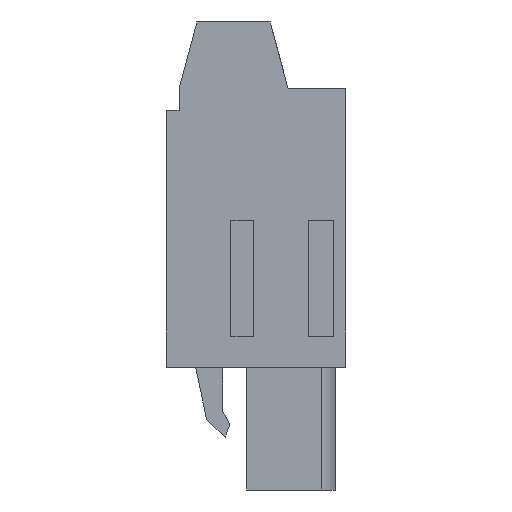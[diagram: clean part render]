
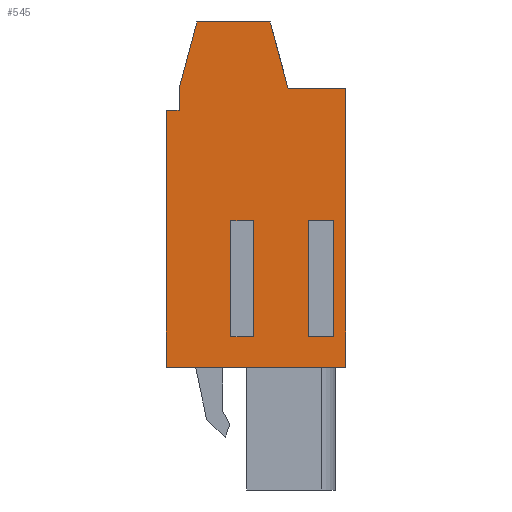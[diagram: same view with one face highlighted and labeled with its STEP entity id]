
A CAD part, left-side view. The second image highlights one B-rep face of the part: STEP entity #545.
In plain terms, the highlighted planar face has unit normal (-1, 0, 0).
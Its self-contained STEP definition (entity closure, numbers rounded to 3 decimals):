
#417=AXIS2_PLACEMENT_3D('Plane Axis2P3D',#414,#415,#416) ;
#49=CARTESIAN_POINT('Vertex',(1.,12.2,25.8)) ;
#52=CARTESIAN_POINT('Line Origine',(1.,11.763,25.8)) ;
#56=CARTESIAN_POINT('Vertex',(1.,11.325,25.8)) ;
#356=CARTESIAN_POINT('Line Origine',(1.,11.325,26.55)) ;
#360=CARTESIAN_POINT('Vertex',(1.,11.325,27.3)) ;
#414=CARTESIAN_POINT('Axis2P3D Location',(1.,-0.45,0.)) ;
#419=CARTESIAN_POINT('Line Origine',(1.,6.1,8.35)) ;
#423=CARTESIAN_POINT('Vertex',(1.,12.2,8.35)) ;
#425=CARTESIAN_POINT('Vertex',(1.,0.,8.35)) ;
#428=CARTESIAN_POINT('Line Origine',(1.,0.,17.825)) ;
#432=CARTESIAN_POINT('Vertex',(1.,0.,27.3)) ;
#435=CARTESIAN_POINT('Line Origine',(1.,1.963,27.3)) ;
#439=CARTESIAN_POINT('Vertex',(1.,3.925,27.3)) ;
#442=CARTESIAN_POINT('Line Origine',(1.,4.528,29.55)) ;
#446=CARTESIAN_POINT('Vertex',(1.,5.131,31.8)) ;
#449=CARTESIAN_POINT('Line Origine',(1.,7.625,31.8)) ;
#453=CARTESIAN_POINT('Vertex',(1.,10.119,31.8)) ;
#456=CARTESIAN_POINT('Line Origine',(1.,10.722,29.55)) ;
#461=CARTESIAN_POINT('Line Origine',(1.,12.2,17.075)) ;
#477=CARTESIAN_POINT('Line Origine',(1.,7.05,10.95)) ;
#481=CARTESIAN_POINT('Vertex',(1.,7.8,10.95)) ;
#483=CARTESIAN_POINT('Vertex',(1.,6.3,10.95)) ;
#486=CARTESIAN_POINT('Line Origine',(1.,7.8,14.35)) ;
#490=CARTESIAN_POINT('Vertex',(1.,7.8,17.75)) ;
#493=CARTESIAN_POINT('Line Origine',(1.,7.05,17.75)) ;
#497=CARTESIAN_POINT('Vertex',(1.,6.3,17.75)) ;
#500=CARTESIAN_POINT('Line Origine',(1.,6.3,14.35)) ;
#511=CARTESIAN_POINT('Line Origine',(1.,1.65,10.95)) ;
#515=CARTESIAN_POINT('Vertex',(1.,2.5,10.95)) ;
#517=CARTESIAN_POINT('Vertex',(1.,0.8,10.95)) ;
#520=CARTESIAN_POINT('Line Origine',(1.,2.5,14.35)) ;
#524=CARTESIAN_POINT('Vertex',(1.,2.5,17.75)) ;
#527=CARTESIAN_POINT('Line Origine',(1.,1.65,17.75)) ;
#531=CARTESIAN_POINT('Vertex',(1.,0.8,17.75)) ;
#534=CARTESIAN_POINT('Line Origine',(1.,0.8,14.35)) ;
#53=DIRECTION('Vector Direction',(0.,1.,0.)) ;
#357=DIRECTION('Vector Direction',(0.,0.,-1.)) ;
#415=DIRECTION('Axis2P3D Direction',(-1.,0.,0.)) ;
#416=DIRECTION('Axis2P3D XDirection',(0.,0.,1.)) ;
#420=DIRECTION('Vector Direction',(0.,-1.,0.)) ;
#429=DIRECTION('Vector Direction',(0.,0.,1.)) ;
#436=DIRECTION('Vector Direction',(0.,1.,0.)) ;
#443=DIRECTION('Vector Direction',(0.,0.259,0.966)) ;
#450=DIRECTION('Vector Direction',(0.,1.,0.)) ;
#457=DIRECTION('Vector Direction',(0.,0.259,-0.966)) ;
#462=DIRECTION('Vector Direction',(0.,0.,-1.)) ;
#478=DIRECTION('Vector Direction',(0.,-1.,0.)) ;
#487=DIRECTION('Vector Direction',(0.,0.,-1.)) ;
#494=DIRECTION('Vector Direction',(0.,-1.,0.)) ;
#501=DIRECTION('Vector Direction',(0.,0.,-1.)) ;
#512=DIRECTION('Vector Direction',(0.,-1.,0.)) ;
#521=DIRECTION('Vector Direction',(0.,0.,1.)) ;
#528=DIRECTION('Vector Direction',(0.,-1.,0.)) ;
#535=DIRECTION('Vector Direction',(0.,0.,-1.)) ;
#54=VECTOR('Line Direction',#53,1.) ;
#358=VECTOR('Line Direction',#357,1.) ;
#421=VECTOR('Line Direction',#420,1.) ;
#430=VECTOR('Line Direction',#429,1.) ;
#437=VECTOR('Line Direction',#436,1.) ;
#444=VECTOR('Line Direction',#443,1.) ;
#451=VECTOR('Line Direction',#450,1.) ;
#458=VECTOR('Line Direction',#457,1.) ;
#463=VECTOR('Line Direction',#462,1.) ;
#479=VECTOR('Line Direction',#478,1.) ;
#488=VECTOR('Line Direction',#487,1.) ;
#495=VECTOR('Line Direction',#494,1.) ;
#502=VECTOR('Line Direction',#501,1.) ;
#513=VECTOR('Line Direction',#512,1.) ;
#522=VECTOR('Line Direction',#521,1.) ;
#529=VECTOR('Line Direction',#528,1.) ;
#536=VECTOR('Line Direction',#535,1.) ;
#467=ORIENTED_EDGE('',*,*,#427,.T.) ;
#468=ORIENTED_EDGE('',*,*,#434,.T.) ;
#469=ORIENTED_EDGE('',*,*,#441,.T.) ;
#470=ORIENTED_EDGE('',*,*,#448,.T.) ;
#471=ORIENTED_EDGE('',*,*,#455,.T.) ;
#472=ORIENTED_EDGE('',*,*,#460,.T.) ;
#473=ORIENTED_EDGE('',*,*,#362,.T.) ;
#474=ORIENTED_EDGE('',*,*,#58,.T.) ;
#475=ORIENTED_EDGE('',*,*,#465,.T.) ;
#506=ORIENTED_EDGE('',*,*,#485,.F.) ;
#507=ORIENTED_EDGE('',*,*,#492,.F.) ;
#508=ORIENTED_EDGE('',*,*,#499,.T.) ;
#509=ORIENTED_EDGE('',*,*,#504,.T.) ;
#540=ORIENTED_EDGE('',*,*,#519,.F.) ;
#541=ORIENTED_EDGE('',*,*,#526,.F.) ;
#542=ORIENTED_EDGE('',*,*,#533,.T.) ;
#543=ORIENTED_EDGE('',*,*,#538,.T.) ;
#510=FACE_BOUND('',#505,.T.) ;
#544=FACE_BOUND('',#539,.T.) ;
#545=ADVANCED_FACE('HOUSING',(#476,#510,#544),#418,.T.) ;
#58=EDGE_CURVE('',#57,#50,#55,.T.) ;
#362=EDGE_CURVE('',#361,#57,#359,.T.) ;
#427=EDGE_CURVE('',#424,#426,#422,.T.) ;
#434=EDGE_CURVE('',#426,#433,#431,.T.) ;
#441=EDGE_CURVE('',#433,#440,#438,.T.) ;
#448=EDGE_CURVE('',#440,#447,#445,.T.) ;
#455=EDGE_CURVE('',#447,#454,#452,.T.) ;
#460=EDGE_CURVE('',#454,#361,#459,.T.) ;
#465=EDGE_CURVE('',#50,#424,#464,.T.) ;
#485=EDGE_CURVE('',#482,#484,#480,.T.) ;
#492=EDGE_CURVE('',#491,#482,#489,.T.) ;
#499=EDGE_CURVE('',#491,#498,#496,.T.) ;
#504=EDGE_CURVE('',#498,#484,#503,.T.) ;
#519=EDGE_CURVE('',#516,#518,#514,.T.) ;
#526=EDGE_CURVE('',#525,#516,#523,.F.) ;
#533=EDGE_CURVE('',#525,#532,#530,.T.) ;
#538=EDGE_CURVE('',#532,#518,#537,.T.) ;
#466=EDGE_LOOP('',(#467,#468,#469,#470,#471,#472,#473,#474,#475)) ;
#505=EDGE_LOOP('',(#506,#507,#508,#509)) ;
#539=EDGE_LOOP('',(#540,#541,#542,#543)) ;
#476=FACE_OUTER_BOUND('',#466,.T.) ;
#55=LINE('Line',#52,#54) ;
#359=LINE('Line',#356,#358) ;
#422=LINE('Line',#419,#421) ;
#431=LINE('Line',#428,#430) ;
#438=LINE('Line',#435,#437) ;
#445=LINE('Line',#442,#444) ;
#452=LINE('Line',#449,#451) ;
#459=LINE('Line',#456,#458) ;
#464=LINE('Line',#461,#463) ;
#480=LINE('Line',#477,#479) ;
#489=LINE('Line',#486,#488) ;
#496=LINE('Line',#493,#495) ;
#503=LINE('Line',#500,#502) ;
#514=LINE('Line',#511,#513) ;
#523=LINE('Line',#520,#522) ;
#530=LINE('Line',#527,#529) ;
#537=LINE('Line',#534,#536) ;
#418=PLANE('',#417) ;
#50=VERTEX_POINT('',#49) ;
#57=VERTEX_POINT('',#56) ;
#361=VERTEX_POINT('',#360) ;
#424=VERTEX_POINT('',#423) ;
#426=VERTEX_POINT('',#425) ;
#433=VERTEX_POINT('',#432) ;
#440=VERTEX_POINT('',#439) ;
#447=VERTEX_POINT('',#446) ;
#454=VERTEX_POINT('',#453) ;
#482=VERTEX_POINT('',#481) ;
#484=VERTEX_POINT('',#483) ;
#491=VERTEX_POINT('',#490) ;
#498=VERTEX_POINT('',#497) ;
#516=VERTEX_POINT('',#515) ;
#518=VERTEX_POINT('',#517) ;
#525=VERTEX_POINT('',#524) ;
#532=VERTEX_POINT('',#531) ;
